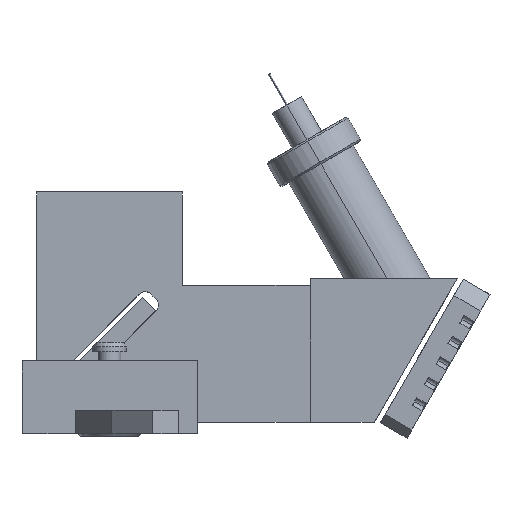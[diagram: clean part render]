
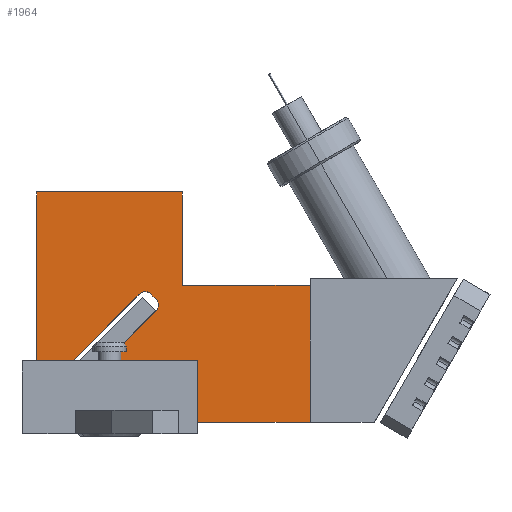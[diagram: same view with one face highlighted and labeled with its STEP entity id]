
A CAD part, left-side view. The second image highlights one B-rep face of the part: STEP entity #1964.
In plain terms, the highlighted planar face has unit normal (-1, 0, 0).
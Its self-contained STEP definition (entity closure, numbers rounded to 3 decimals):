
#109=CARTESIAN_POINT('Vertex',(-3.5,5.944,3.5)) ;
#112=CARTESIAN_POINT('Line Origine',(-3.5,5.944,-0.177)) ;
#116=CARTESIAN_POINT('Vertex',(-3.5,5.944,-3.854)) ;
#197=CARTESIAN_POINT('Line Origine',(-3.5,9.369,3.5)) ;
#201=CARTESIAN_POINT('Vertex',(-3.5,12.794,3.5)) ;
#228=CARTESIAN_POINT('Line Origine',(-3.5,12.794,6.)) ;
#232=CARTESIAN_POINT('Vertex',(-3.5,12.794,8.5)) ;
#263=CARTESIAN_POINT('Vertex',(-3.5,20.088,-2.542)) ;
#279=CARTESIAN_POINT('Vertex',(-3.5,20.088,-1.976)) ;
#282=CARTESIAN_POINT('Axis2P3D Location',(-3.5,19.805,-2.259)) ;
#410=CARTESIAN_POINT('Vertex',(-3.5,15.067,3.044)) ;
#413=CARTESIAN_POINT('Line Origine',(-3.5,17.578,0.534)) ;
#480=CARTESIAN_POINT('Vertex',(-3.5,14.502,3.044)) ;
#483=CARTESIAN_POINT('Axis2P3D Location',(-3.5,14.785,2.761)) ;
#508=CARTESIAN_POINT('Vertex',(-3.5,14.184,2.726)) ;
#511=CARTESIAN_POINT('Line Origine',(-3.5,14.343,2.885)) ;
#539=CARTESIAN_POINT('Vertex',(-3.5,14.184,2.16)) ;
#542=CARTESIAN_POINT('Axis2P3D Location',(-3.5,14.466,2.443)) ;
#564=CARTESIAN_POINT('Line Origine',(-3.5,16.694,-0.35)) ;
#568=CARTESIAN_POINT('Vertex',(-3.5,19.204,-2.86)) ;
#672=CARTESIAN_POINT('Vertex',(-3.5,19.77,-2.86)) ;
#675=CARTESIAN_POINT('Axis2P3D Location',(-3.5,19.487,-2.577)) ;
#697=CARTESIAN_POINT('Line Origine',(-3.5,19.929,-2.701)) ;
#1735=CARTESIAN_POINT('Vertex',(-3.5,12.794,-3.054)) ;
#1740=CARTESIAN_POINT('Line Origine',(-3.5,16.694,-3.054)) ;
#1744=CARTESIAN_POINT('Vertex',(-3.5,20.594,-3.054)) ;
#1832=CARTESIAN_POINT('Line Origine',(-3.5,20.594,2.723)) ;
#1836=CARTESIAN_POINT('Vertex',(-3.5,20.594,8.5)) ;
#1922=CARTESIAN_POINT('Axis2P3D Location',(-3.5,20.444,3.5)) ;
#1927=CARTESIAN_POINT('Line Origine',(-3.5,9.369,-3.854)) ;
#1931=CARTESIAN_POINT('Vertex',(-3.5,12.794,-3.854)) ;
#1934=CARTESIAN_POINT('Line Origine',(-3.5,16.694,8.5)) ;
#1939=CARTESIAN_POINT('Line Origine',(-3.5,12.794,-3.454)) ;
#113=DIRECTION('Vector Direction',(0.,0.,-1.)) ;
#198=DIRECTION('Vector Direction',(0.,-1.,0.)) ;
#229=DIRECTION('Vector Direction',(0.,0.,1.)) ;
#283=DIRECTION('Axis2P3D Direction',(-1.,0.,0.)) ;
#414=DIRECTION('Vector Direction',(0.,0.707,-0.707)) ;
#484=DIRECTION('Axis2P3D Direction',(1.,0.,-0.)) ;
#512=DIRECTION('Vector Direction',(0.,-0.707,-0.707)) ;
#543=DIRECTION('Axis2P3D Direction',(1.,0.,0.)) ;
#565=DIRECTION('Vector Direction',(0.,0.707,-0.707)) ;
#676=DIRECTION('Axis2P3D Direction',(-1.,0.,0.)) ;
#698=DIRECTION('Vector Direction',(0.,-0.707,-0.707)) ;
#1741=DIRECTION('Vector Direction',(0.,1.,0.)) ;
#1833=DIRECTION('Vector Direction',(0.,0.,-1.)) ;
#1923=DIRECTION('Axis2P3D Direction',(-1.,0.,0.)) ;
#1924=DIRECTION('Axis2P3D XDirection',(-0.,0.,-1.)) ;
#1928=DIRECTION('Vector Direction',(0.,-1.,0.)) ;
#1935=DIRECTION('Vector Direction',(0.,1.,0.)) ;
#1940=DIRECTION('Vector Direction',(0.,0.,1.)) ;
#284=AXIS2_PLACEMENT_3D('Circle Axis2P3D',#282,#283,$) ;
#485=AXIS2_PLACEMENT_3D('Circle Axis2P3D',#483,#484,$) ;
#544=AXIS2_PLACEMENT_3D('Circle Axis2P3D',#542,#543,$) ;
#677=AXIS2_PLACEMENT_3D('Circle Axis2P3D',#675,#676,$) ;
#1925=AXIS2_PLACEMENT_3D('Plane Axis2P3D',#1922,#1923,#1924) ;
#1945=ORIENTED_EDGE('',*,*,#1933,.T.) ;
#1946=ORIENTED_EDGE('',*,*,#118,.T.) ;
#1947=ORIENTED_EDGE('',*,*,#203,.F.) ;
#1948=ORIENTED_EDGE('',*,*,#234,.T.) ;
#1949=ORIENTED_EDGE('',*,*,#1938,.F.) ;
#1950=ORIENTED_EDGE('',*,*,#1838,.T.) ;
#1951=ORIENTED_EDGE('',*,*,#1746,.F.) ;
#1952=ORIENTED_EDGE('',*,*,#1943,.F.) ;
#1955=ORIENTED_EDGE('',*,*,#515,.T.) ;
#1956=ORIENTED_EDGE('',*,*,#546,.F.) ;
#1957=ORIENTED_EDGE('',*,*,#570,.T.) ;
#1958=ORIENTED_EDGE('',*,*,#679,.F.) ;
#1959=ORIENTED_EDGE('',*,*,#701,.F.) ;
#1960=ORIENTED_EDGE('',*,*,#286,.F.) ;
#1961=ORIENTED_EDGE('',*,*,#417,.F.) ;
#1962=ORIENTED_EDGE('',*,*,#487,.F.) ;
#1963=FACE_BOUND('',#1954,.T.) ;
#114=VECTOR('Line Direction',#113,1.) ;
#199=VECTOR('Line Direction',#198,1.) ;
#230=VECTOR('Line Direction',#229,1.) ;
#415=VECTOR('Line Direction',#414,1.) ;
#513=VECTOR('Line Direction',#512,1.) ;
#566=VECTOR('Line Direction',#565,1.) ;
#699=VECTOR('Line Direction',#698,1.) ;
#1742=VECTOR('Line Direction',#1741,1.) ;
#1834=VECTOR('Line Direction',#1833,1.) ;
#1929=VECTOR('Line Direction',#1928,1.) ;
#1936=VECTOR('Line Direction',#1935,1.) ;
#1941=VECTOR('Line Direction',#1940,1.) ;
#1964=ADVANCED_FACE('\X2\96F64EF651E04F554F53\X0\',(#1953,#1963),#1926,.T.) ;
#285=CIRCLE('generated circle',#284,0.4) ;
#486=CIRCLE('generated circle',#485,0.4) ;
#545=CIRCLE('generated circle',#544,0.4) ;
#678=CIRCLE('generated circle',#677,0.4) ;
#118=EDGE_CURVE('',#117,#110,#115,.F.) ;
#203=EDGE_CURVE('',#202,#110,#200,.T.) ;
#234=EDGE_CURVE('',#202,#233,#231,.T.) ;
#286=EDGE_CURVE('',#280,#264,#285,.T.) ;
#417=EDGE_CURVE('',#411,#280,#416,.T.) ;
#487=EDGE_CURVE('',#481,#411,#486,.F.) ;
#515=EDGE_CURVE('',#481,#509,#514,.T.) ;
#546=EDGE_CURVE('',#540,#509,#545,.F.) ;
#570=EDGE_CURVE('',#540,#569,#567,.T.) ;
#679=EDGE_CURVE('',#673,#569,#678,.T.) ;
#701=EDGE_CURVE('',#264,#673,#700,.T.) ;
#1746=EDGE_CURVE('',#1736,#1745,#1743,.T.) ;
#1838=EDGE_CURVE('',#1837,#1745,#1835,.T.) ;
#1933=EDGE_CURVE('',#1932,#117,#1930,.T.) ;
#1938=EDGE_CURVE('',#1837,#233,#1937,.F.) ;
#1943=EDGE_CURVE('',#1932,#1736,#1942,.T.) ;
#1944=EDGE_LOOP('',(#1945,#1946,#1947,#1948,#1949,#1950,#1951,#1952)) ;
#1954=EDGE_LOOP('',(#1955,#1956,#1957,#1958,#1959,#1960,#1961,#1962)) ;
#1953=FACE_OUTER_BOUND('',#1944,.T.) ;
#115=LINE('Line',#112,#114) ;
#200=LINE('Line',#197,#199) ;
#231=LINE('Line',#228,#230) ;
#416=LINE('Line',#413,#415) ;
#514=LINE('Line',#511,#513) ;
#567=LINE('Line',#564,#566) ;
#700=LINE('Line',#697,#699) ;
#1743=LINE('Line',#1740,#1742) ;
#1835=LINE('Line',#1832,#1834) ;
#1930=LINE('Line',#1927,#1929) ;
#1937=LINE('Line',#1934,#1936) ;
#1942=LINE('Line',#1939,#1941) ;
#1926=PLANE('',#1925) ;
#110=VERTEX_POINT('',#109) ;
#117=VERTEX_POINT('',#116) ;
#202=VERTEX_POINT('',#201) ;
#233=VERTEX_POINT('',#232) ;
#264=VERTEX_POINT('',#263) ;
#280=VERTEX_POINT('',#279) ;
#411=VERTEX_POINT('',#410) ;
#481=VERTEX_POINT('',#480) ;
#509=VERTEX_POINT('',#508) ;
#540=VERTEX_POINT('',#539) ;
#569=VERTEX_POINT('',#568) ;
#673=VERTEX_POINT('',#672) ;
#1736=VERTEX_POINT('',#1735) ;
#1745=VERTEX_POINT('',#1744) ;
#1837=VERTEX_POINT('',#1836) ;
#1932=VERTEX_POINT('',#1931) ;
